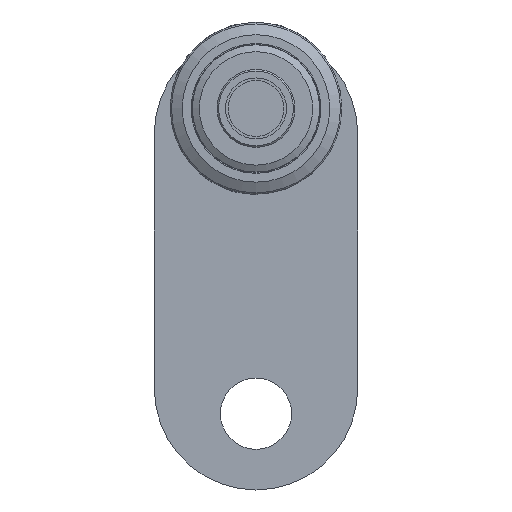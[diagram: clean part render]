
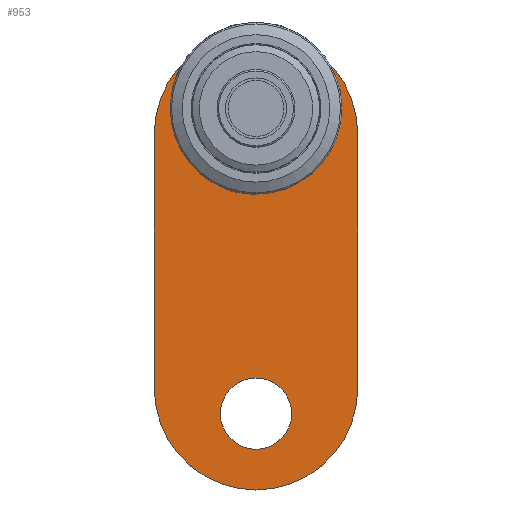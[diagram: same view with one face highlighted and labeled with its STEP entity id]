
A CAD part, front view. The second image highlights one B-rep face of the part: STEP entity #953.
In plain terms, the highlighted face is planar.
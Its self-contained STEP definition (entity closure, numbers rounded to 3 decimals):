
#953=ADVANCED_FACE('',(#1504,#1505,#1506),#1507,.T.);
#1504=FACE_OUTER_BOUND('',#2112,.T.);
#1505=FACE_BOUND('',#2113,.T.);
#1506=FACE_BOUND('',#2114,.T.);
#1507=PLANE('',#2115);
#2112=EDGE_LOOP('',(#2748,#2749,#2750,#2751));
#2113=EDGE_LOOP('',(#2752));
#2114=EDGE_LOOP('',(#2753));
#2115=AXIS2_PLACEMENT_3D('',#2754,#2755,#2756);
#2748=ORIENTED_EDGE('',*,*,#3561,.T.);
#2749=ORIENTED_EDGE('',*,*,#3562,.T.);
#2750=ORIENTED_EDGE('',*,*,#3510,.T.);
#2751=ORIENTED_EDGE('',*,*,#3563,.T.);
#2752=ORIENTED_EDGE('',*,*,#3532,.F.);
#2753=ORIENTED_EDGE('',*,*,#3535,.F.);
#2754=CARTESIAN_POINT('',(-200.719,309.068,223.61));
#2755=DIRECTION('',(0.,0.,1.));
#2756=DIRECTION('',(1.,0.,0.));
#3510=EDGE_CURVE('',#3804,#3802,#3805,.T.);
#3532=EDGE_CURVE('',#3839,#3839,#3840,.T.);
#3535=EDGE_CURVE('',#3844,#3844,#3845,.T.);
#3561=EDGE_CURVE('',#3887,#3888,#3889,.T.);
#3562=EDGE_CURVE('',#3888,#3804,#3890,.T.);
#3563=EDGE_CURVE('',#3802,#3887,#3891,.T.);
#3802=VERTEX_POINT('',#4227);
#3804=VERTEX_POINT('',#4230);
#3805=CIRCLE('',#4231,20.);
#3839=VERTEX_POINT('',#4266);
#3840=CIRCLE('',#4267,5.1);
#3844=VERTEX_POINT('',#4271);
#3845=CIRCLE('',#4272,7.);
#3887=VERTEX_POINT('',#4314);
#3888=VERTEX_POINT('',#4315);
#3889=CIRCLE('',#4316,20.);
#3890=LINE('',#4317,#4318);
#3891=LINE('',#4319,#4320);
#4227=CARTESIAN_POINT('',(-180.719,259.068,223.61));
#4230=CARTESIAN_POINT('',(-220.719,259.068,223.61));
#4231=AXIS2_PLACEMENT_3D('',#4660,#4661,#4662);
#4266=CARTESIAN_POINT('',(-195.619,314.068,223.61));
#4267=AXIS2_PLACEMENT_3D('',#4700,#4701,#4702);
#4271=CARTESIAN_POINT('',(-193.719,254.068,223.61));
#4272=AXIS2_PLACEMENT_3D('',#4706,#4707,#4708);
#4314=CARTESIAN_POINT('',(-180.719,309.068,223.61));
#4315=CARTESIAN_POINT('',(-220.719,309.068,223.61));
#4316=AXIS2_PLACEMENT_3D('',#4757,#4758,#4759);
#4317=CARTESIAN_POINT('',(-220.719,309.068,223.61));
#4318=VECTOR('',#4760,1.);
#4319=CARTESIAN_POINT('',(-180.719,259.068,223.61));
#4320=VECTOR('',#4761,1.);
#4660=CARTESIAN_POINT('',(-200.719,259.068,223.61));
#4661=DIRECTION('',(0.,0.,1.));
#4662=DIRECTION('',(1.,0.,0.));
#4700=CARTESIAN_POINT('',(-200.719,314.068,223.61));
#4701=DIRECTION('',(0.,0.,1.));
#4702=DIRECTION('',(1.,0.,0.));
#4706=CARTESIAN_POINT('',(-200.719,254.068,223.61));
#4707=DIRECTION('',(0.,0.,1.));
#4708=DIRECTION('',(1.,0.,0.));
#4757=CARTESIAN_POINT('',(-200.719,309.068,223.61));
#4758=DIRECTION('',(0.,0.,1.));
#4759=DIRECTION('',(1.,0.,0.));
#4760=DIRECTION('',(0.,-1.,0.));
#4761=DIRECTION('',(0.,1.,0.));
